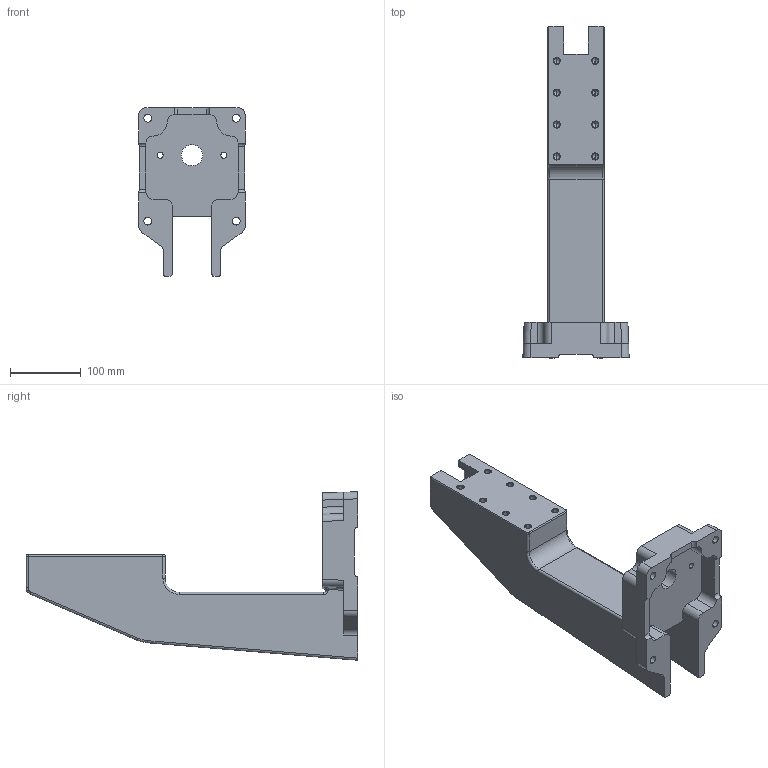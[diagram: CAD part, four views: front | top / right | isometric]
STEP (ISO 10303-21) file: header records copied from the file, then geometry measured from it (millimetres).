
FILE_DESCRIPTION (( 'STEP AP214' ), '1' );
FILE_NAME ('GH-32500MB(簡化)-1^GH-32500PR(簡化)-1.STEP', '2020-12-07T03:55:11', ( 'LinWei' ), ( '' ), 'SwSTEP 2.0', 'SolidWorks 2016', '' );
FILE_SCHEMA (( 'AUTOMOTIVE_DESIGN' ));
Length unit declared in the file: millimetre
Products named in the file (1): GH-32500MB(簡化)-1^GH-32500PR(簡化)-1
Bounding box: 149.79 x 468 x 237.65 mm (x, y, z)
Volume: 1869631.7 mm3; surface area: 320830.9 mm2
Topology: 1 solids, 1 shells, 283 faces, 709 edges, 416 vertices
Faces by surface type: cylinder 135, plane 60, cone 32, torus 26, sphere 16, bspline 14
Entity records: 12372 total; most frequent: CARTESIAN_POINT 2818, DIRECTION 1427, ORIENTED_EDGE 1378, EDGE_CURVE 689, AXIS2_PLACEMENT_3D 551, VERTEX_POINT 416, VECTOR 325, LINE 325
